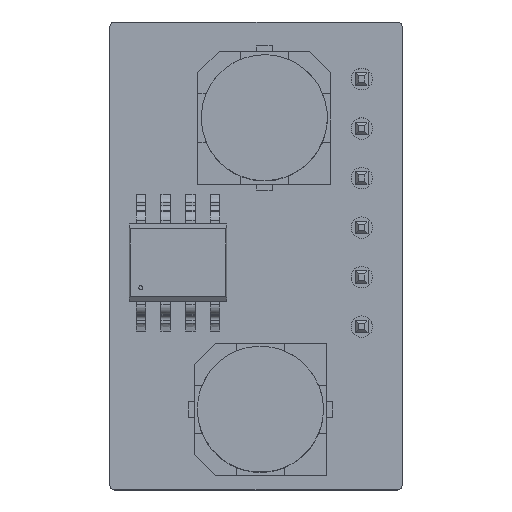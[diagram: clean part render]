
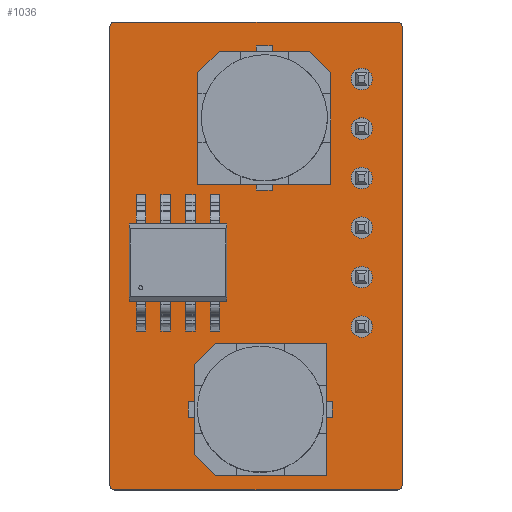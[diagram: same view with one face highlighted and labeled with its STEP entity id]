
A CAD part, top view. The second image highlights one B-rep face of the part: STEP entity #1036.
In plain terms, the highlighted planar face has unit normal (0, 0, 1).
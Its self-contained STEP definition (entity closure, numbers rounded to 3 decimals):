
#1036=ADVANCED_FACE('',(#5053,#5055,#5057,#5059,#5061,#5063,#5065),#5067,.F.);
#5053=FACE_BOUND('',#5054,.T.);
#5054=EDGE_LOOP('',(#8169,#8170,#8171,#8172,#8173,#8174,#8175,#8176));
#5055=FACE_BOUND('',#5056,.T.);
#5056=EDGE_LOOP('',(#8177));
#5057=FACE_BOUND('',#5058,.T.);
#5058=EDGE_LOOP('',(#8178));
#5059=FACE_BOUND('',#5060,.T.);
#5060=EDGE_LOOP('',(#8179));
#5061=FACE_BOUND('',#5062,.T.);
#5062=EDGE_LOOP('',(#8180));
#5063=FACE_BOUND('',#5064,.T.);
#5064=EDGE_LOOP('',(#8181));
#5065=FACE_BOUND('',#5066,.T.);
#5066=EDGE_LOOP('',(#8182));
#5067=PLANE('',#5068);
#5068=AXIS2_PLACEMENT_3D('',#5069,#5070,#5071);
#5069=CARTESIAN_POINT('',(7.426,12.074,0.));
#5070=DIRECTION('',(0.,0.,-1.));
#5071=DIRECTION('',(-1.,0.,0.));
#8169=ORIENTED_EDGE('',*,*,#10219,.F.);
#8170=ORIENTED_EDGE('',*,*,#10216,.F.);
#8171=ORIENTED_EDGE('',*,*,#10213,.F.);
#8172=ORIENTED_EDGE('',*,*,#10210,.F.);
#8173=ORIENTED_EDGE('',*,*,#10207,.F.);
#8174=ORIENTED_EDGE('',*,*,#10204,.F.);
#8175=ORIENTED_EDGE('',*,*,#10201,.F.);
#8176=ORIENTED_EDGE('',*,*,#10198,.F.);
#8177=ORIENTED_EDGE('',*,*,#10221,.F.);
#8178=ORIENTED_EDGE('',*,*,#10223,.F.);
#8179=ORIENTED_EDGE('',*,*,#10225,.F.);
#8180=ORIENTED_EDGE('',*,*,#10227,.F.);
#8181=ORIENTED_EDGE('',*,*,#10229,.F.);
#8182=ORIENTED_EDGE('',*,*,#10231,.F.);
#10198=EDGE_CURVE('',#11225,#11227,#11228,.T.);
#10201=EDGE_CURVE('',#11227,#11232,#11233,.T.);
#10204=EDGE_CURVE('',#11232,#11237,#11238,.T.);
#10207=EDGE_CURVE('',#11237,#11242,#11243,.T.);
#10210=EDGE_CURVE('',#11242,#11247,#11248,.T.);
#10213=EDGE_CURVE('',#11247,#11252,#11253,.T.);
#10216=EDGE_CURVE('',#11252,#11257,#11258,.T.);
#10219=EDGE_CURVE('',#11257,#11225,#11262,.T.);
#10221=EDGE_CURVE('',#11264,#11264,#11265,.T.);
#10223=EDGE_CURVE('',#11268,#11268,#11269,.T.);
#10225=EDGE_CURVE('',#11272,#11272,#11273,.T.);
#10227=EDGE_CURVE('',#11276,#11276,#11277,.T.);
#10229=EDGE_CURVE('',#11280,#11280,#11281,.T.);
#10231=EDGE_CURVE('',#11284,#11284,#11285,.T.);
#11225=VERTEX_POINT('',#12919);
#11227=VERTEX_POINT('',#12923);
#11228=LINE('',#12924,#12925);
#11232=VERTEX_POINT('',#12934);
#11233=CIRCLE('',#12935,0.253);
#11237=VERTEX_POINT('',#12947);
#11238=LINE('',#12948,#12949);
#11242=VERTEX_POINT('',#12958);
#11243=CIRCLE('',#12959,0.254);
#11247=VERTEX_POINT('',#12971);
#11248=LINE('',#12972,#12973);
#11252=VERTEX_POINT('',#12982);
#11253=CIRCLE('',#12983,0.256);
#11257=VERTEX_POINT('',#12995);
#11258=LINE('',#12996,#12997);
#11262=CIRCLE('',#13006,0.254);
#11264=VERTEX_POINT('',#13014);
#11265=CIRCLE('',#13015,0.55);
#11268=VERTEX_POINT('',#13024);
#11269=CIRCLE('',#13025,0.55);
#11272=VERTEX_POINT('',#13034);
#11273=CIRCLE('',#13035,0.55);
#11276=VERTEX_POINT('',#13044);
#11277=CIRCLE('',#13045,0.55);
#11280=VERTEX_POINT('',#13054);
#11281=CIRCLE('',#13055,0.55);
#11284=VERTEX_POINT('',#13064);
#11285=CIRCLE('',#13065,0.55);
#12919=CARTESIAN_POINT('',(-0.074,0.328,0.));
#12923=CARTESIAN_POINT('',(-0.074,23.82,0.));
#12924=CARTESIAN_POINT('',(-0.074,0.328,0.));
#12925=VECTOR('',#12926,1.);
#12926=DIRECTION('',(0.,1.,0.));
#12934=CARTESIAN_POINT('',(0.18,24.074,0.));
#12935=AXIS2_PLACEMENT_3D('',#12936,#12937,#12938);
#12936=CARTESIAN_POINT('',(0.179,23.821,0.));
#12937=DIRECTION('',(0.,0.,-1.));
#12938=DIRECTION('',(-1.,-0.005,0.));
#12947=CARTESIAN_POINT('',(14.672,24.074,0.));
#12948=CARTESIAN_POINT('',(0.18,24.074,0.));
#12949=VECTOR('',#12950,1.);
#12950=DIRECTION('',(1.,0.,0.));
#12958=CARTESIAN_POINT('',(14.926,23.82,0.));
#12959=AXIS2_PLACEMENT_3D('',#12960,#12961,#12962);
#12960=CARTESIAN_POINT('',(14.672,23.82,0.));
#12961=DIRECTION('',(0.,0.,-1.));
#12962=DIRECTION('',(0.001,1.,0.));
#12971=CARTESIAN_POINT('',(14.926,0.328,0.));
#12972=CARTESIAN_POINT('',(14.926,23.82,0.));
#12973=VECTOR('',#12974,1.);
#12974=DIRECTION('',(0.,-1.,0.));
#12982=CARTESIAN_POINT('',(14.672,0.074,0.));
#12983=AXIS2_PLACEMENT_3D('',#12984,#12985,#12986);
#12984=CARTESIAN_POINT('',(14.67,0.33,0.));
#12985=DIRECTION('',(0.,0.,-1.));
#12986=DIRECTION('',(1.,-0.008,0.));
#12995=CARTESIAN_POINT('',(0.18,0.074,0.));
#12996=CARTESIAN_POINT('',(14.672,0.074,0.));
#12997=VECTOR('',#12998,1.);
#12998=DIRECTION('',(-1.,0.,0.));
#13006=AXIS2_PLACEMENT_3D('',#13007,#13008,#13009);
#13007=CARTESIAN_POINT('',(0.18,0.328,0.));
#13008=DIRECTION('',(0.,0.,-1.));
#13009=DIRECTION('',(-0.001,-1.,0.));
#13014=CARTESIAN_POINT('',(13.401,10.989,0.));
#13015=AXIS2_PLACEMENT_3D('',#13016,#13017,#13018);
#13016=CARTESIAN_POINT('',(12.851,10.989,0.));
#13017=DIRECTION('',(0.,0.,1.));
#13018=DIRECTION('',(1.,0.,0.));
#13024=CARTESIAN_POINT('',(13.401,21.149,0.));
#13025=AXIS2_PLACEMENT_3D('',#13026,#13027,#13028);
#13026=CARTESIAN_POINT('',(12.851,21.149,0.));
#13027=DIRECTION('',(0.,0.,1.));
#13028=DIRECTION('',(1.,0.,0.));
#13034=CARTESIAN_POINT('',(13.401,16.069,0.));
#13035=AXIS2_PLACEMENT_3D('',#13036,#13037,#13038);
#13036=CARTESIAN_POINT('',(12.851,16.069,0.));
#13037=DIRECTION('',(0.,0.,1.));
#13038=DIRECTION('',(1.,0.,0.));
#13044=CARTESIAN_POINT('',(13.401,8.449,0.));
#13045=AXIS2_PLACEMENT_3D('',#13046,#13047,#13048);
#13046=CARTESIAN_POINT('',(12.851,8.449,0.));
#13047=DIRECTION('',(0.,0.,1.));
#13048=DIRECTION('',(1.,0.,0.));
#13054=CARTESIAN_POINT('',(13.401,18.609,0.));
#13055=AXIS2_PLACEMENT_3D('',#13056,#13057,#13058);
#13056=CARTESIAN_POINT('',(12.851,18.609,0.));
#13057=DIRECTION('',(0.,0.,1.));
#13058=DIRECTION('',(1.,0.,0.));
#13064=CARTESIAN_POINT('',(13.401,13.529,0.));
#13065=AXIS2_PLACEMENT_3D('',#13066,#13067,#13068);
#13066=CARTESIAN_POINT('',(12.851,13.529,0.));
#13067=DIRECTION('',(0.,0.,1.));
#13068=DIRECTION('',(1.,0.,0.));
